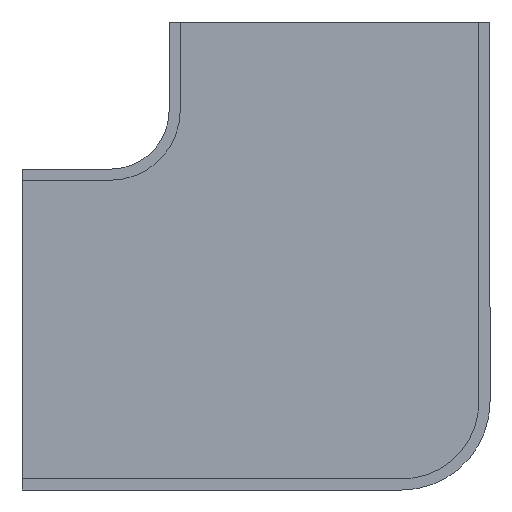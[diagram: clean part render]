
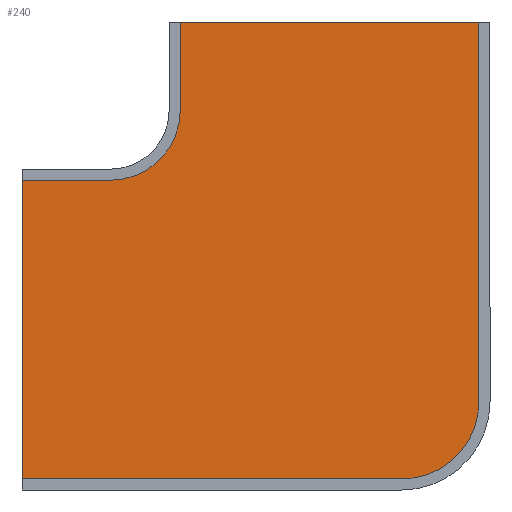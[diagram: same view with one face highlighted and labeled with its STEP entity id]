
A CAD part, front view. The second image highlights one B-rep face of the part: STEP entity #240.
In plain terms, the highlighted planar face has unit normal (0, -1, 0).
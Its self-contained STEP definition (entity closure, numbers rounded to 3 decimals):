
#4 = EDGE_CURVE ( 'NONE', #268, #316, #163, .T. ) ;
#19 = LINE ( 'NONE', #498, #445 ) ;
#22 = VECTOR ( 'NONE', #165, 1000. ) ;
#31 = ORIENTED_EDGE ( 'NONE', *, *, #506, .F. ) ;
#39 = ORIENTED_EDGE ( 'NONE', *, *, #351, .F. ) ;
#52 = VERTEX_POINT ( 'NONE', #222 ) ;
#56 = CARTESIAN_POINT ( 'NONE',  ( 30.3, 8., -19.8 ) ) ;
#90 = DIRECTION ( 'NONE',  ( 0., 0., 1. ) ) ;
#91 = DIRECTION ( 'NONE',  ( 0., 1., 0. ) ) ;
#93 = CIRCLE ( 'NONE', #244, 10.5 ) ;
#95 = CARTESIAN_POINT ( 'NONE',  ( 19.8, 8., -19.8 ) ) ;
#98 = LINE ( 'NONE', #333, #446 ) ;
#111 = CARTESIAN_POINT ( 'NONE',  ( -31.8, 8., 10.3 ) ) ;
#143 = ORIENTED_EDGE ( 'NONE', *, *, #4, .F. ) ;
#145 = LINE ( 'NONE', #173, #22 ) ;
#163 = CIRCLE ( 'NONE', #298, 9.5 ) ;
#165 = DIRECTION ( 'NONE',  ( 1., 0., 0. ) ) ;
#173 = CARTESIAN_POINT ( 'NONE',  ( -31.8, 8., 10.3 ) ) ;
#189 = CARTESIAN_POINT ( 'NONE',  ( 19.8, 8., -30.3 ) ) ;
#209 = DIRECTION ( 'NONE',  ( 0., 0., 1. ) ) ;
#213 = CARTESIAN_POINT ( 'NONE',  ( -31.8, 8., 11.8 ) ) ;
#222 = CARTESIAN_POINT ( 'NONE',  ( 30.3, 8., 31.8 ) ) ;
#226 = EDGE_CURVE ( 'NONE', #316, #243, #19, .T. ) ;
#240 = ADVANCED_FACE ( 'NONE', ( #272 ), #465, .F. ) ;
#243 = VERTEX_POINT ( 'NONE', #443 ) ;
#244 = AXIS2_PLACEMENT_3D ( 'NONE', #95, #91, #90 ) ;
#246 = DIRECTION ( 'NONE',  ( -1., 0., 0. ) ) ;
#248 = CARTESIAN_POINT ( 'NONE',  ( -31.8, 8., -30.3 ) ) ;
#253 = ORIENTED_EDGE ( 'NONE', *, *, #226, .F. ) ;
#254 = ORIENTED_EDGE ( 'NONE', *, *, #371, .F. ) ;
#265 = VERTEX_POINT ( 'NONE', #422 ) ;
#268 = VERTEX_POINT ( 'NONE', #404 ) ;
#272 = FACE_OUTER_BOUND ( 'NONE', #518, .T. ) ;
#281 = DIRECTION ( 'NONE',  ( 1., 0., 0. ) ) ;
#282 = DIRECTION ( 'NONE',  ( 0., 0., -1. ) ) ;
#284 = CARTESIAN_POINT ( 'NONE',  ( -11.8, 8., 31.8 ) ) ;
#298 = AXIS2_PLACEMENT_3D ( 'NONE', #435, #475, #477 ) ;
#316 = VERTEX_POINT ( 'NONE', #362 ) ;
#322 = AXIS2_PLACEMENT_3D ( 'NONE', #463, #457, #453 ) ;
#333 = CARTESIAN_POINT ( 'NONE',  ( 30.3, 8., 31.8 ) ) ;
#351 = EDGE_CURVE ( 'NONE', #52, #568, #98, .T. ) ;
#362 = CARTESIAN_POINT ( 'NONE',  ( -10.3, 8., 19.8 ) ) ;
#371 = EDGE_CURVE ( 'NONE', #243, #52, #447, .T. ) ;
#387 = EDGE_CURVE ( 'NONE', #432, #265, #455, .T. ) ;
#404 = CARTESIAN_POINT ( 'NONE',  ( -19.8, 8., 10.3 ) ) ;
#414 = ORIENTED_EDGE ( 'NONE', *, *, #387, .F. ) ;
#420 = EDGE_CURVE ( 'NONE', #265, #512, #454, .T. ) ;
#422 = CARTESIAN_POINT ( 'NONE',  ( -31.8, 8., -30.3 ) ) ;
#432 = VERTEX_POINT ( 'NONE', #189 ) ;
#435 = CARTESIAN_POINT ( 'NONE',  ( -19.8, 8., 19.8 ) ) ;
#443 = CARTESIAN_POINT ( 'NONE',  ( -10.3, 8., 31.8 ) ) ;
#445 = VECTOR ( 'NONE', #472, 1000. ) ;
#446 = VECTOR ( 'NONE', #282, 1000. ) ;
#447 = LINE ( 'NONE', #284, #560 ) ;
#448 = VECTOR ( 'NONE', #246, 1000. ) ;
#450 = EDGE_CURVE ( 'NONE', #512, #268, #145, .T. ) ;
#453 = DIRECTION ( 'NONE',  ( 0., 0., 1. ) ) ;
#454 = LINE ( 'NONE', #213, #593 ) ;
#455 = LINE ( 'NONE', #248, #448 ) ;
#457 = DIRECTION ( 'NONE',  ( 0., 1., 0. ) ) ;
#463 = CARTESIAN_POINT ( 'NONE',  ( 19.8, 8., -19.8 ) ) ;
#465 = PLANE ( 'NONE',  #322 ) ;
#472 = DIRECTION ( 'NONE',  ( 0., 0., 1. ) ) ;
#475 = DIRECTION ( 'NONE',  ( 0., -1., 0. ) ) ;
#477 = DIRECTION ( 'NONE',  ( 0., 0., 1. ) ) ;
#498 = CARTESIAN_POINT ( 'NONE',  ( -10.3, 8., 19.8 ) ) ;
#506 = EDGE_CURVE ( 'NONE', #568, #432, #93, .T. ) ;
#512 = VERTEX_POINT ( 'NONE', #111 ) ;
#518 = EDGE_LOOP ( 'NONE', ( #414, #31, #39, #254, #253, #143, #538, #592 ) ) ;
#538 = ORIENTED_EDGE ( 'NONE', *, *, #450, .F. ) ;
#560 = VECTOR ( 'NONE', #281, 1000. ) ;
#568 = VERTEX_POINT ( 'NONE', #56 ) ;
#592 = ORIENTED_EDGE ( 'NONE', *, *, #420, .F. ) ;
#593 = VECTOR ( 'NONE', #209, 1000. ) ;
